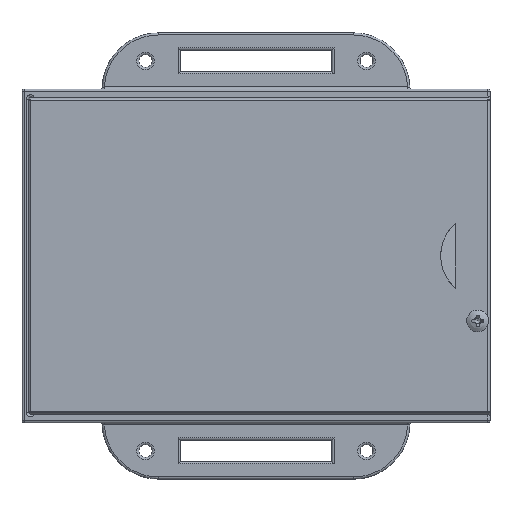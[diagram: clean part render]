
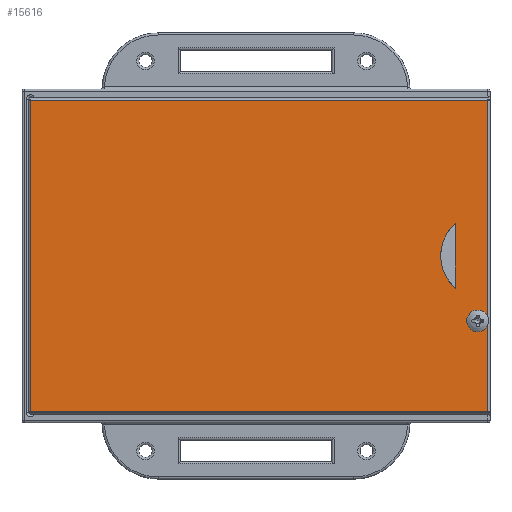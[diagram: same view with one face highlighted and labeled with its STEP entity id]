
A CAD part, top view. The second image highlights one B-rep face of the part: STEP entity #15616.
In plain terms, the highlighted planar face has unit normal (0, 0, 1).
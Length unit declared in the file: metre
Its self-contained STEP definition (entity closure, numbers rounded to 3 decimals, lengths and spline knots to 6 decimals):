
#1695=CIRCLE('',#16942,0.00175);
#1696=CIRCLE('',#16943,0.01);
#1697=CIRCLE('',#16944,0.01);
#4796=ORIENTED_EDGE('',*,*,#7475,.T.);
#4797=ORIENTED_EDGE('',*,*,#7476,.F.);
#4798=ORIENTED_EDGE('',*,*,#7477,.F.);
#4799=ORIENTED_EDGE('',*,*,#7478,.F.);
#4800=ORIENTED_EDGE('',*,*,#7479,.T.);
#4801=ORIENTED_EDGE('',*,*,#7480,.T.);
#4802=ORIENTED_EDGE('',*,*,#7481,.T.);
#4803=ORIENTED_EDGE('',*,*,#7482,.T.);
#7475=EDGE_CURVE('',#9096,#9096,#1695,.F.);
#7476=EDGE_CURVE('',#9097,#9098,#1696,.T.);
#7477=EDGE_CURVE('',#9099,#9097,#10398,.T.);
#7478=EDGE_CURVE('',#9098,#9099,#1697,.T.);
#7479=EDGE_CURVE('',#9100,#9101,#10399,.T.);
#7480=EDGE_CURVE('',#9101,#9102,#10400,.F.);
#7481=EDGE_CURVE('',#9102,#9103,#10401,.F.);
#7482=EDGE_CURVE('',#9103,#9100,#10402,.T.);
#9096=VERTEX_POINT('',#24915);
#9097=VERTEX_POINT('',#24917);
#9098=VERTEX_POINT('',#24918);
#9099=VERTEX_POINT('',#24920);
#9100=VERTEX_POINT('',#24923);
#9101=VERTEX_POINT('',#24924);
#9102=VERTEX_POINT('',#24926);
#9103=VERTEX_POINT('',#24928);
#10398=LINE('',#24919,#11627);
#10399=LINE('',#24922,#11628);
#10400=LINE('',#24925,#11629);
#10401=LINE('',#24927,#11630);
#10402=LINE('',#24929,#11631);
#11627=VECTOR('',#20343,1.);
#11628=VECTOR('',#20346,1.);
#11629=VECTOR('',#20347,1.);
#11630=VECTOR('',#20348,1.);
#11631=VECTOR('',#20349,1.);
#12908=EDGE_LOOP('',(#4796));
#12909=EDGE_LOOP('',(#4797,#4798,#4799));
#12910=EDGE_LOOP('',(#4800,#4801,#4802,#4803));
#14233=FACE_BOUND('',#12908,.T.);
#14234=FACE_BOUND('',#12909,.T.);
#14235=FACE_BOUND('',#12910,.T.);
#14983=PLANE('',#16941);
#15616=ADVANCED_FACE('',(#14233,#14234,#14235),#14983,.T.);
#16941=AXIS2_PLACEMENT_3D('',#24913,#20337,#20338);
#16942=AXIS2_PLACEMENT_3D('',#24914,#20339,#20340);
#16943=AXIS2_PLACEMENT_3D('',#24916,#20341,#20342);
#16944=AXIS2_PLACEMENT_3D('',#24921,#20344,#20345);
#20337=DIRECTION('',(0.,0.,1.));
#20338=DIRECTION('',(1.,0.,0.));
#20339=DIRECTION('',(0.,0.,1.));
#20340=DIRECTION('',(1.,0.,0.));
#20341=DIRECTION('',(0.,0.,1.));
#20342=DIRECTION('',(1.,0.,0.));
#20343=DIRECTION('',(1.,0.,0.));
#20344=DIRECTION('',(0.,0.,1.));
#20345=DIRECTION('',(1.,0.,0.));
#20346=DIRECTION('',(0.,1.,0.));
#20347=DIRECTION('',(1.,0.,0.));
#20348=DIRECTION('',(0.,1.,0.));
#20349=DIRECTION('',(1.,0.,0.));
#24913=CARTESIAN_POINT('',(0.018048,-0.05325,0.002));
#24914=CARTESIAN_POINT('',(-0.015,-0.0504,0.002));
#24915=CARTESIAN_POINT('',(-0.01325,-0.0504,0.002));
#24916=CARTESIAN_POINT('',(0.,-0.051864,0.002));
#24917=CARTESIAN_POINT('',(0.0075,-0.04525,0.002));
#24918=CARTESIAN_POINT('',(0.,-0.041864,0.002));
#24919=CARTESIAN_POINT('',(-0.00375,-0.04525,0.002));
#24920=CARTESIAN_POINT('',(-0.0075,-0.04525,0.002));
#24921=CARTESIAN_POINT('',(0.,-0.051864,0.002));
#24922=CARTESIAN_POINT('',(0.035922,-0.05325,0.002));
#24923=CARTESIAN_POINT('',(0.035922,-0.05275,0.002));
#24924=CARTESIAN_POINT('',(0.035922,0.05275,0.002));
#24925=CARTESIAN_POINT('',(-0.035922,0.05275,0.002));
#24926=CARTESIAN_POINT('',(-0.035922,0.05275,0.002));
#24927=CARTESIAN_POINT('',(-0.035922,-0.05325,0.002));
#24928=CARTESIAN_POINT('',(-0.035922,-0.05275,0.002));
#24929=CARTESIAN_POINT('',(0.018048,-0.05275,0.002));
